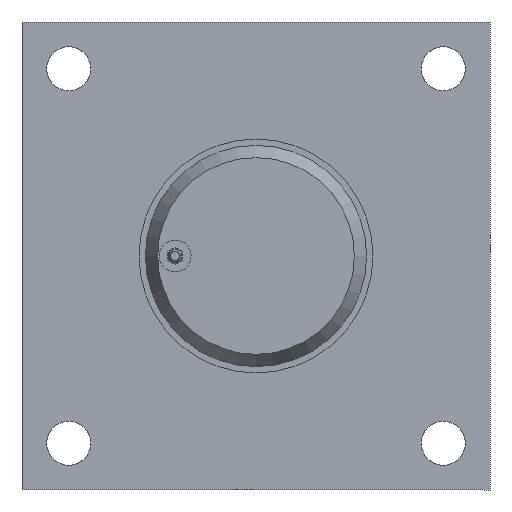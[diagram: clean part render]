
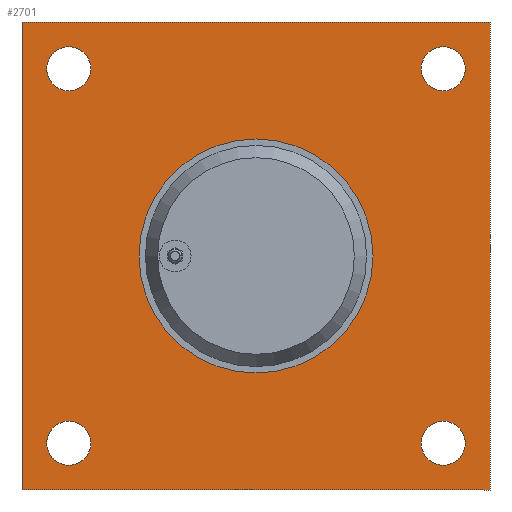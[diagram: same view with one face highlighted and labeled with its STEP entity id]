
A CAD part, left-side view. The second image highlights one B-rep face of the part: STEP entity #2701.
In plain terms, the highlighted planar face has unit normal (-1, 0, 0).
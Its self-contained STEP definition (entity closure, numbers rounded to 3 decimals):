
#121=LINE('',#4331,#289);
#124=LINE('',#4336,#292);
#126=LINE('',#4340,#294);
#127=LINE('',#4342,#295);
#289=VECTOR('',#3470,10.);
#292=VECTOR('',#3475,10.);
#294=VECTOR('',#3479,10.);
#295=VECTOR('',#3482,10.);
#469=FACE_BOUND('',#710,.T.);
#470=FACE_BOUND('',#711,.T.);
#471=FACE_BOUND('',#712,.T.);
#472=FACE_BOUND('',#713,.T.);
#473=FACE_BOUND('',#714,.T.);
#553=FACE_OUTER_BOUND('',#709,.T.);
#709=EDGE_LOOP('',(#1955,#1956,#1957,#1958));
#710=EDGE_LOOP('',(#1959));
#711=EDGE_LOOP('',(#1960));
#712=EDGE_LOOP('',(#1961));
#713=EDGE_LOOP('',(#1962));
#714=EDGE_LOOP('',(#1963));
#904=CIRCLE('',#2941,55.);
#916=CIRCLE('',#2955,10.376);
#917=CIRCLE('',#2957,10.376);
#918=CIRCLE('',#2959,10.376);
#919=CIRCLE('',#2961,10.376);
#1086=VERTEX_POINT('',#4278);
#1101=VERTEX_POINT('',#4312);
#1102=VERTEX_POINT('',#4316);
#1103=VERTEX_POINT('',#4320);
#1104=VERTEX_POINT('',#4324);
#1105=VERTEX_POINT('',#4328);
#1106=VERTEX_POINT('',#4330);
#1107=VERTEX_POINT('',#4334);
#1108=VERTEX_POINT('',#4338);
#1398=EDGE_CURVE('',#1086,#1086,#904,.T.);
#1415=EDGE_CURVE('',#1101,#1101,#916,.T.);
#1417=EDGE_CURVE('',#1102,#1102,#917,.T.);
#1419=EDGE_CURVE('',#1103,#1103,#918,.T.);
#1421=EDGE_CURVE('',#1104,#1104,#919,.T.);
#1423=EDGE_CURVE('',#1105,#1106,#121,.T.);
#1426=EDGE_CURVE('',#1107,#1105,#124,.T.);
#1428=EDGE_CURVE('',#1108,#1107,#126,.T.);
#1429=EDGE_CURVE('',#1106,#1108,#127,.T.);
#1955=ORIENTED_EDGE('',*,*,#1429,.F.);
#1956=ORIENTED_EDGE('',*,*,#1423,.F.);
#1957=ORIENTED_EDGE('',*,*,#1426,.F.);
#1958=ORIENTED_EDGE('',*,*,#1428,.F.);
#1959=ORIENTED_EDGE('',*,*,#1398,.T.);
#1960=ORIENTED_EDGE('',*,*,#1415,.T.);
#1961=ORIENTED_EDGE('',*,*,#1417,.T.);
#1962=ORIENTED_EDGE('',*,*,#1419,.T.);
#1963=ORIENTED_EDGE('',*,*,#1421,.T.);
#2440=PLANE('',#2966);
#2701=ADVANCED_FACE('',(#553,#469,#470,#471,#472,#473),#2440,.F.);
#2941=AXIS2_PLACEMENT_3D('',#4280,#3417,#3418);
#2955=AXIS2_PLACEMENT_3D('',#4314,#3450,#3451);
#2957=AXIS2_PLACEMENT_3D('',#4318,#3455,#3456);
#2959=AXIS2_PLACEMENT_3D('',#4322,#3460,#3461);
#2961=AXIS2_PLACEMENT_3D('',#4326,#3465,#3466);
#2966=AXIS2_PLACEMENT_3D('',#4343,#3483,#3484);
#3417=DIRECTION('center_axis',(1.,0.,0.));
#3418=DIRECTION('ref_axis',(0.,0.,
1.));
#3450=DIRECTION('center_axis',(1.,0.,0.));
#3451=DIRECTION('ref_axis',(0.,0.,
-1.));
#3455=DIRECTION('center_axis',(1.,0.,0.));
#3456=DIRECTION('ref_axis',(0.,0.,
-1.));
#3460=DIRECTION('center_axis',(1.,0.,0.));
#3461=DIRECTION('ref_axis',(0.,0.,
-1.));
#3465=DIRECTION('center_axis',(1.,0.,0.));
#3466=DIRECTION('ref_axis',(0.,0.,
-1.));
#3470=DIRECTION('',(0.,-1.,0.));
#3475=DIRECTION('',(0.,0.,1.));
#3479=DIRECTION('',(0.,1.,0.));
#3482=DIRECTION('',(0.,0.,-1.));
#3483=DIRECTION('center_axis',(1.,0.,0.));
#3484=DIRECTION('ref_axis',(0.,0.,
-1.));
#4278=CARTESIAN_POINT('',(-74.869,-2.09,-47.677));
#4280=CARTESIAN_POINT('Origin',(-74.869,-2.09,7.323));
#4312=CARTESIAN_POINT('',(-74.869,-90.09,105.699));
#4314=CARTESIAN_POINT('Origin',(-74.869,-90.09,95.323));
#4316=CARTESIAN_POINT('',(-74.869,-90.09,-70.301));
#4318=CARTESIAN_POINT('Origin',(-74.869,-90.09,-80.677));
#4320=CARTESIAN_POINT('',(-74.869,85.91,-70.301));
#4322=CARTESIAN_POINT('Origin',(-74.869,85.91,-80.677));
#4324=CARTESIAN_POINT('',(-74.869,85.91,105.699));
#4326=CARTESIAN_POINT('Origin',(-74.869,85.91,95.323));
#4328=CARTESIAN_POINT('',(-74.869,107.91,117.323));
#4330=CARTESIAN_POINT('',(-74.869,-112.09,117.323));
#4331=CARTESIAN_POINT('',(-74.869,107.91,117.323));
#4334=CARTESIAN_POINT('',(-74.869,107.91,-102.677));
#4336=CARTESIAN_POINT('',(-74.869,107.91,-102.677));
#4338=CARTESIAN_POINT('',(-74.869,-112.09,-102.677));
#4340=CARTESIAN_POINT('',(-74.869,-112.09,-102.677));
#4342=CARTESIAN_POINT('',(-74.869,-112.09,117.323));
#4343=CARTESIAN_POINT('Origin',(-74.869,-2.09,7.323));
